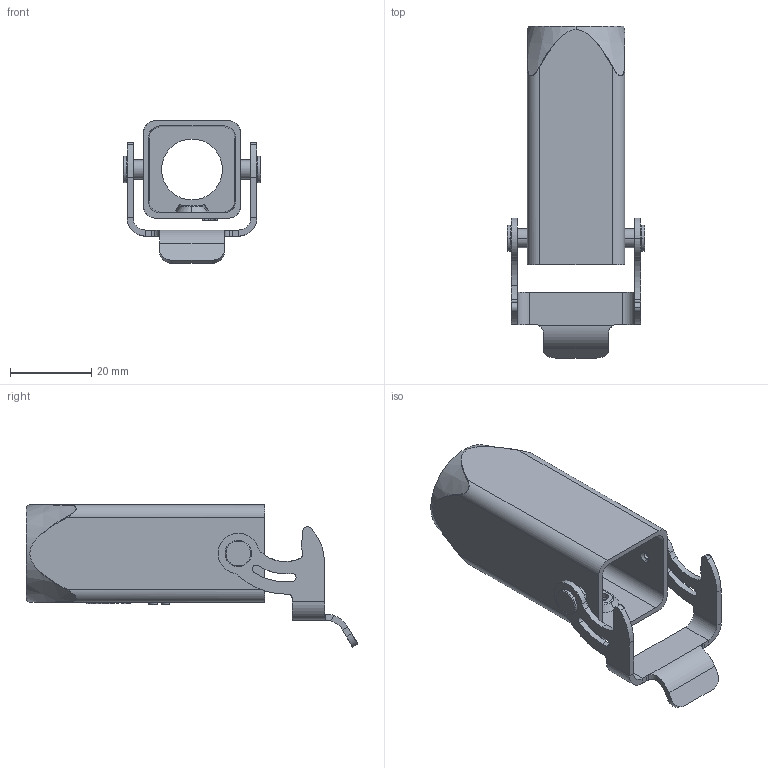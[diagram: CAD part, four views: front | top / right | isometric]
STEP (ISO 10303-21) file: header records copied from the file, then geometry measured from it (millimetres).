
FILE_DESCRIPTION(/* description */ (''),/* implementation_level */ '2;1');
FILE_NAME(/* name */ '3D_1106037241002_EMC.H3A-CCT-1L_W-M20_V1.1.stp',/* time_stamp */ '2024-01-23T11:34:13+08:00',/* author */ (''),/* organization */ (''),/* preprocessor_version */ 'ST-DEVELOPER v18.1',/* originating_system */ 'SIEMENS PLM Software NX 1980',/* authorisation */ '');
FILE_SCHEMA (('AUTOMOTIVE_DESIGN { 1 0 10303 214 3 1 1 1 }'));
Length unit declared in the file: millimetre
Products named in the file (1): 3D_1106037241008_EMC.H3A-CCT-1L_W-PG11_V1.1_stp
Bounding box: 34 x 81.77 x 35.11 mm (x, y, z)
Volume: 11806.6 mm3; surface area: 12802.3 mm2
Topology: 1 solids, 1 shells, 253 faces, 653 edges, 416 vertices
Faces by surface type: plane 106, cylinder 100, cone 24, torus 13, bspline 10
Entity records: 8855 total; most frequent: CARTESIAN_POINT 2768, ORIENTED_EDGE 1298, DIRECTION 1222, EDGE_CURVE 649, AXIS2_PLACEMENT_3D 441, VERTEX_POINT 416, LINE 340, VECTOR 340
